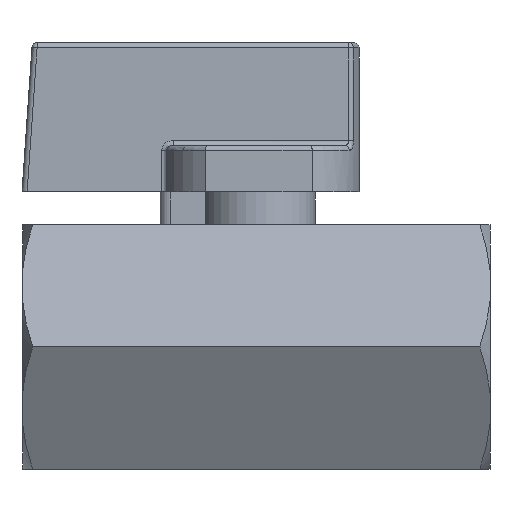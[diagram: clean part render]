
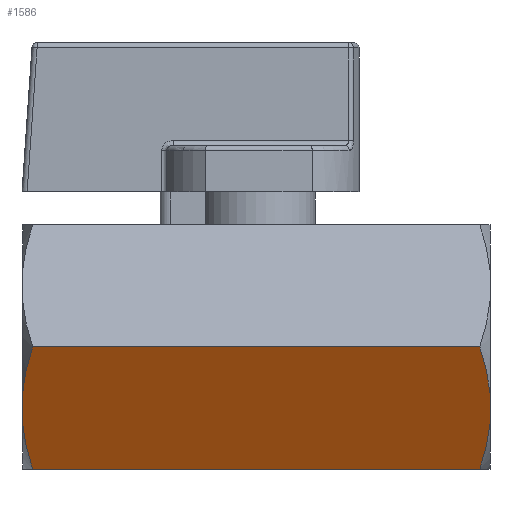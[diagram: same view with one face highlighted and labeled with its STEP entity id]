
A CAD part, left-side view. The second image highlights one B-rep face of the part: STEP entity #1586.
In plain terms, the highlighted planar face has unit normal (-0.866, 0, -0.5).
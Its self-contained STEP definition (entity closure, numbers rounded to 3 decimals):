
#71=LINE('',#2487,#136);
#82=LINE('',#2601,#147);
#84=LINE('',#2615,#149);
#85=LINE('',#2622,#150);
#136=VECTOR('',#2021,1000.);
#147=VECTOR('',#2062,1000.);
#149=VECTOR('',#2066,1000.);
#150=VECTOR('',#2067,1000.);
#182=B_SPLINE_CURVE_WITH_KNOTS('',3,(#2534,#2535,#2536,#2537),
 .UNSPECIFIED.,.F.,.F.,(4,4),(0.01,0.016),
 .UNSPECIFIED.);
#183=B_SPLINE_CURVE_WITH_KNOTS('',3,(#2539,#2540,#2541,#2542),
 .UNSPECIFIED.,.F.,.F.,(4,4),(0.019,0.024),
 .UNSPECIFIED.);
#193=B_SPLINE_CURVE_WITH_KNOTS('',3,(#2617,#2618,#2619,#2620),
 .UNSPECIFIED.,.F.,.F.,(4,4),(0.019,0.024),
 .UNSPECIFIED.);
#194=B_SPLINE_CURVE_WITH_KNOTS('',3,(#2624,#2625,#2626,#2627),
 .UNSPECIFIED.,.F.,.F.,(4,4),(0.01,0.016),
 .UNSPECIFIED.);
#250=PLANE('',#1740);
#510=ORIENTED_EDGE('',*,*,#751,.T.);
#511=ORIENTED_EDGE('',*,*,#728,.F.);
#512=ORIENTED_EDGE('',*,*,#714,.F.);
#513=ORIENTED_EDGE('',*,*,#727,.F.);
#514=ORIENTED_EDGE('',*,*,#747,.F.);
#515=ORIENTED_EDGE('',*,*,#752,.F.);
#516=ORIENTED_EDGE('',*,*,#753,.F.);
#517=ORIENTED_EDGE('',*,*,#754,.F.);
#714=EDGE_CURVE('',#854,#855,#71,.T.);
#727=EDGE_CURVE('',#863,#854,#182,.T.);
#728=EDGE_CURVE('',#855,#864,#183,.T.);
#747=EDGE_CURVE('',#879,#863,#82,.T.);
#751=EDGE_CURVE('',#882,#864,#84,.T.);
#752=EDGE_CURVE('',#883,#879,#193,.T.);
#753=EDGE_CURVE('',#884,#883,#85,.T.);
#754=EDGE_CURVE('',#882,#884,#194,.T.);
#854=VERTEX_POINT('',#2486);
#855=VERTEX_POINT('',#2488);
#863=VERTEX_POINT('',#2533);
#864=VERTEX_POINT('',#2543);
#879=VERTEX_POINT('',#2602);
#882=VERTEX_POINT('',#2616);
#883=VERTEX_POINT('',#2621);
#884=VERTEX_POINT('',#2623);
#1048=EDGE_LOOP('',(#510,#511,#512,#513,#514,#515,#516,#517));
#1154=FACE_BOUND('',#1048,.T.);
#1586=ADVANCED_FACE('',(#1154),#250,.T.);
#1740=AXIS2_PLACEMENT_3D('',#2614,#2064,#2065);
#2021=DIRECTION('',(0.5,0.,-0.866));
#2062=DIRECTION('',(0.,-1.,0.));
#2064=DIRECTION('',(-0.866,0.,-0.5));
#2065=DIRECTION('',(-0.5,0.,0.866));
#2066=DIRECTION('',(0.,-1.,0.));
#2067=DIRECTION('',(-0.5,0.,0.866));
#2486=CARTESIAN_POINT('',(-11.146,-22.5,-4.495));
#2487=CARTESIAN_POINT('',(-13.741,-22.5,0.));
#2488=CARTESIAN_POINT('',(-9.466,-22.5,-7.405));
#2533=CARTESIAN_POINT('',(-13.741,-21.505,0.));
#2534=CARTESIAN_POINT('',(-13.741,-21.505,0.));
#2535=CARTESIAN_POINT('',(-12.891,-21.996,-1.473));
#2536=CARTESIAN_POINT('',(-12.019,-22.359,-2.983));
#2537=CARTESIAN_POINT('',(-11.146,-22.5,-4.495));
#2539=CARTESIAN_POINT('',(-9.466,-22.5,-7.405));
#2540=CARTESIAN_POINT('',(-8.583,-22.358,-8.934));
#2541=CARTESIAN_POINT('',(-7.713,-21.992,-10.44));
#2542=CARTESIAN_POINT('',(-6.87,-21.505,-11.9));
#2543=CARTESIAN_POINT('',(-6.87,-21.505,-11.9));
#2601=CARTESIAN_POINT('',(-13.741,39.711,0.));
#2602=CARTESIAN_POINT('',(-13.741,22.005,0.));
#2614=CARTESIAN_POINT('',(-13.741,39.711,0.));
#2615=CARTESIAN_POINT('',(-6.87,39.711,-11.9));
#2616=CARTESIAN_POINT('',(-6.87,22.005,-11.9));
#2617=CARTESIAN_POINT('',(-11.146,23.,-4.495));
#2618=CARTESIAN_POINT('',(-12.029,22.858,-2.966));
#2619=CARTESIAN_POINT('',(-12.898,22.492,-1.46));
#2620=CARTESIAN_POINT('',(-13.741,22.005,0.));
#2621=CARTESIAN_POINT('',(-11.146,23.,-4.495));
#2622=CARTESIAN_POINT('',(-10.306,23.,-5.95));
#2623=CARTESIAN_POINT('',(-9.466,23.,-7.405));
#2624=CARTESIAN_POINT('',(-6.87,22.005,-11.9));
#2625=CARTESIAN_POINT('',(-7.721,22.496,-10.427));
#2626=CARTESIAN_POINT('',(-8.592,22.859,-8.917));
#2627=CARTESIAN_POINT('',(-9.466,23.,-7.405));
